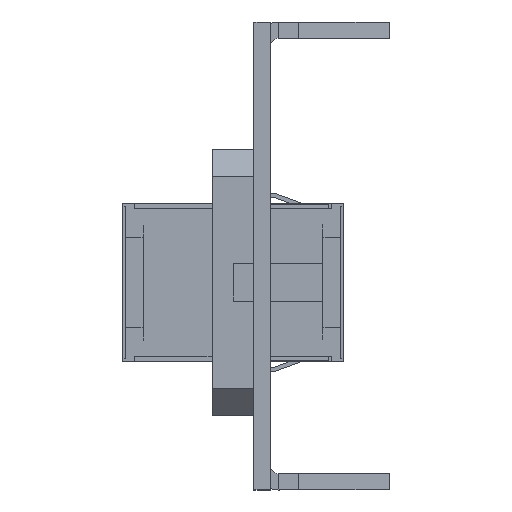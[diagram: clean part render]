
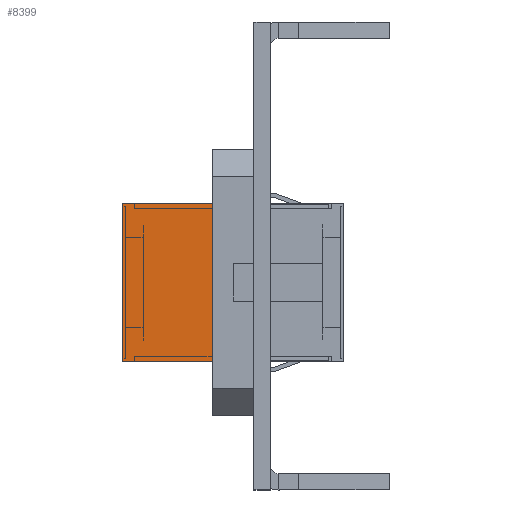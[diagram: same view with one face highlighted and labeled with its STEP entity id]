
A CAD part, left-side view. The second image highlights one B-rep face of the part: STEP entity #8399.
In plain terms, the highlighted planar face has unit normal (-1, 0, 0).
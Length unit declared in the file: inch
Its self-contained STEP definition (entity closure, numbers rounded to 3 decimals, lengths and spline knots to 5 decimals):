
#633 = VERTEX_POINT ( 'NONE', #22178 ) ;
#2204 = EDGE_LOOP ( 'NONE', ( #29740, #23956, #25517, #26453 ) ) ;
#5811 = EDGE_CURVE ( 'NONE', #30098, #8935, #26981, .T. ) ;
#6453 = EDGE_CURVE ( 'NONE', #17773, #633, #11610, .T. ) ;
#7524 = CARTESIAN_POINT ( 'NONE',  ( -0.1875, -0.4075, -0.2925 ) ) ;
#7930 = CARTESIAN_POINT ( 'NONE',  ( -0.1875, -0.4075, -0.2925 ) ) ;
#8399 = ADVANCED_FACE ( 'NONE', ( #26259 ), #26987, .T. ) ;
#8935 = VERTEX_POINT ( 'NONE', #28999 ) ;
#9928 = VECTOR ( 'NONE', #12670, 39.37008 ) ;
#11610 = LINE ( 'NONE', #25155, #19695 ) ;
#12670 = DIRECTION ( 'NONE',  ( 0., 1., 0. ) ) ;
#13420 = DIRECTION ( 'NONE',  ( 0., 0., 1. ) ) ;
#17001 = LINE ( 'NONE', #19450, #30646 ) ;
#17773 = VERTEX_POINT ( 'NONE', #7524 ) ;
#18359 = DIRECTION ( 'NONE',  ( 0., 0., 1. ) ) ;
#19450 = CARTESIAN_POINT ( 'NONE',  ( -0.1875, -0.4075, 0.2925 ) ) ;
#19568 = DIRECTION ( 'NONE',  ( 0., 0., 1. ) ) ;
#19695 = VECTOR ( 'NONE', #19568, 39.37008 ) ;
#22178 = CARTESIAN_POINT ( 'NONE',  ( -0.1875, -0.4075, 0.2925 ) ) ;
#22197 = DIRECTION ( 'NONE',  ( 0., 1., 0. ) ) ;
#23693 = EDGE_CURVE ( 'NONE', #633, #8935, #17001, .T. ) ;
#23956 = ORIENTED_EDGE ( 'NONE', *, *, #30798, .F. ) ;
#24373 = LINE ( 'NONE', #26226, #9928 ) ;
#24690 = CARTESIAN_POINT ( 'NONE',  ( -0.1875, -0.0775, -0.2925 ) ) ;
#25155 = CARTESIAN_POINT ( 'NONE',  ( -0.1875, -0.4075, -0.2925 ) ) ;
#25517 = ORIENTED_EDGE ( 'NONE', *, *, #6453, .T. ) ;
#26226 = CARTESIAN_POINT ( 'NONE',  ( -0.1875, -0.4075, -0.2925 ) ) ;
#26259 = FACE_OUTER_BOUND ( 'NONE', #2204, .T. ) ;
#26453 = ORIENTED_EDGE ( 'NONE', *, *, #23693, .T. ) ;
#26981 = LINE ( 'NONE', #34914, #29562 ) ;
#26987 = PLANE ( 'NONE',  #27214 ) ;
#27214 = AXIS2_PLACEMENT_3D ( 'NONE', #7930, #29741, #13420 ) ;
#28999 = CARTESIAN_POINT ( 'NONE',  ( -0.1875, -0.0775, 0.2925 ) ) ;
#29562 = VECTOR ( 'NONE', #18359, 39.37008 ) ;
#29740 = ORIENTED_EDGE ( 'NONE', *, *, #5811, .F. ) ;
#29741 = DIRECTION ( 'NONE',  ( -1., 0., 0. ) ) ;
#30098 = VERTEX_POINT ( 'NONE', #24690 ) ;
#30646 = VECTOR ( 'NONE', #22197, 39.37008 ) ;
#30798 = EDGE_CURVE ( 'NONE', #17773, #30098, #24373, .T. ) ;
#34914 = CARTESIAN_POINT ( 'NONE',  ( -0.1875, -0.0775, -0.2925 ) ) ;
